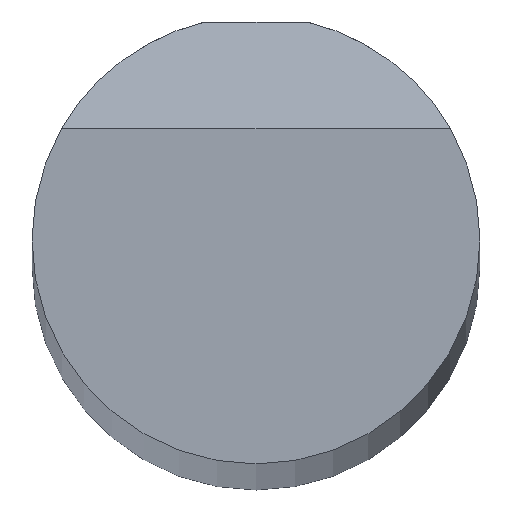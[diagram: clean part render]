
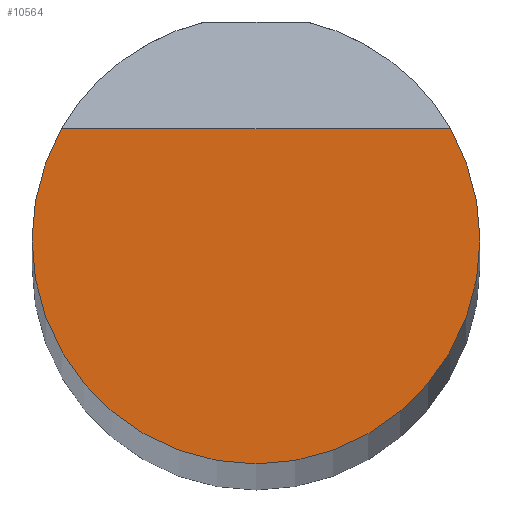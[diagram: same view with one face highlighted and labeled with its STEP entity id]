
A CAD part, top view. The second image highlights one B-rep face of the part: STEP entity #10564.
In plain terms, the highlighted planar face has unit normal (0, 0, 1).
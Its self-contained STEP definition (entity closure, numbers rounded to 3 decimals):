
#82 = DIRECTION ( 'NONE',  ( 0., 0., -1. ) ) ;
#1325 = VECTOR ( 'NONE', #10809, 1000. ) ;
#1387 = EDGE_CURVE ( 'NONE', #9596, #8599, #12429, .T. ) ;
#1519 = ORIENTED_EDGE ( 'NONE', *, *, #1387, .F. ) ;
#2276 = CARTESIAN_POINT ( 'NONE',  ( -7.5, 0., 500. ) ) ;
#2345 = PLANE ( 'NONE',  #2735 ) ;
#2601 = CARTESIAN_POINT ( 'NONE',  ( 6.512, 3.721, 500. ) ) ;
#2735 = AXIS2_PLACEMENT_3D ( 'NONE', #6447, #6594, #4348 ) ;
#2869 = CARTESIAN_POINT ( 'NONE',  ( 7.5, 0., 500. ) ) ;
#3089 = DIRECTION ( 'NONE',  ( -1., 0., 0. ) ) ;
#3938 = EDGE_CURVE ( 'NONE', #9596, #5121, #13231, .T. ) ;
#4271 = DIRECTION ( 'NONE',  ( 0., 0., -1. ) ) ;
#4348 = DIRECTION ( 'NONE',  ( 1., 0., 0. ) ) ;
#4823 = AXIS2_PLACEMENT_3D ( 'NONE', #11749, #82, #5377 ) ;
#5121 = VERTEX_POINT ( 'NONE', #9064 ) ;
#5377 = DIRECTION ( 'NONE',  ( -1., 0., 0. ) ) ;
#5661 = AXIS2_PLACEMENT_3D ( 'NONE', #12653, #7191, #3089 ) ;
#5702 = ORIENTED_EDGE ( 'NONE', *, *, #3938, .T. ) ;
#6447 = CARTESIAN_POINT ( 'NONE',  ( 0., 0., 500. ) ) ;
#6594 = DIRECTION ( 'NONE',  ( 0., 0., 1. ) ) ;
#6786 = EDGE_CURVE ( 'NONE', #10529, #5121, #12812, .T. ) ;
#7191 = DIRECTION ( 'NONE',  ( 0., 0., -1. ) ) ;
#7722 = EDGE_LOOP ( 'NONE', ( #1519, #5702, #9712, #8941 ) ) ;
#8539 = CARTESIAN_POINT ( 'NONE',  ( 0., 0., 500. ) ) ;
#8599 = VERTEX_POINT ( 'NONE', #2869 ) ;
#8608 = DIRECTION ( 'NONE',  ( -1., 0., 0. ) ) ;
#8941 = ORIENTED_EDGE ( 'NONE', *, *, #12632, .F. ) ;
#9064 = CARTESIAN_POINT ( 'NONE',  ( -6.512, 3.721, 500. ) ) ;
#9596 = VERTEX_POINT ( 'NONE', #2601 ) ;
#9712 = ORIENTED_EDGE ( 'NONE', *, *, #6786, .F. ) ;
#10529 = VERTEX_POINT ( 'NONE', #2276 ) ;
#10564 = ADVANCED_FACE ( 'NONE', ( #10852 ), #2345, .T. ) ;
#10809 = DIRECTION ( 'NONE',  ( -1., 0., 0. ) ) ;
#10852 = FACE_OUTER_BOUND ( 'NONE', #7722, .T. ) ;
#11703 = CIRCLE ( 'NONE', #5661, 7.5 ) ;
#11749 = CARTESIAN_POINT ( 'NONE',  ( 0., 0., 500. ) ) ;
#12197 = CARTESIAN_POINT ( 'NONE',  ( 0., 3.721, 500. ) ) ;
#12429 = CIRCLE ( 'NONE', #4823, 7.5 ) ;
#12632 = EDGE_CURVE ( 'NONE', #8599, #10529, #11703, .T. ) ;
#12653 = CARTESIAN_POINT ( 'NONE',  ( 0., 0., 500. ) ) ;
#12812 = CIRCLE ( 'NONE', #13469, 7.5 ) ;
#13231 = LINE ( 'NONE', #12197, #1325 ) ;
#13469 = AXIS2_PLACEMENT_3D ( 'NONE', #8539, #4271, #8608 ) ;
